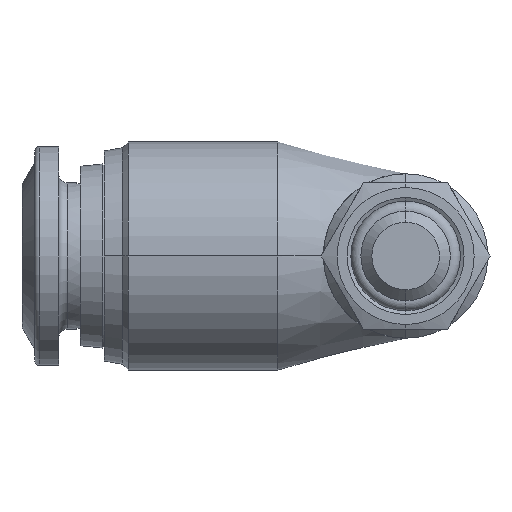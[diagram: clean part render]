
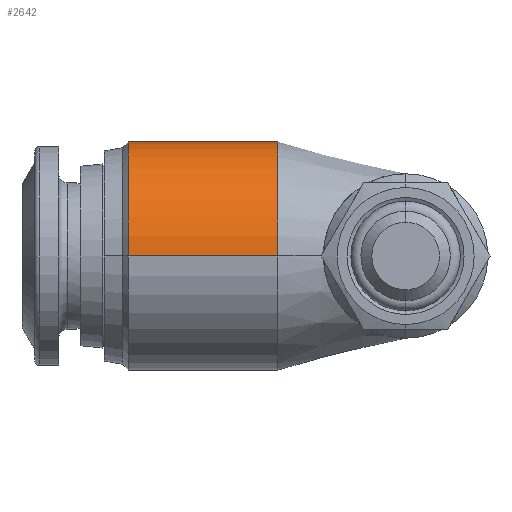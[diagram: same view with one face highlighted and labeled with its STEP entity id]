
A CAD part, front view. The second image highlights one B-rep face of the part: STEP entity #2642.
In plain terms, the highlighted cylindrical face has radius 6.25 mm (diameter 12.5 mm), a partial arc.
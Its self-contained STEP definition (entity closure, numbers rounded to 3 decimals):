
#176 = EDGE_LOOP ( 'NONE', ( #4283, #4284, #4285, #4286 ) ) ;
#210 = VERTEX_POINT ( 'NONE', #2278 ) ;
#230 = VERTEX_POINT ( 'NONE', #1494 ) ;
#231 = VERTEX_POINT ( 'NONE', #1493 ) ;
#421 = CIRCLE ( 'NONE', #2403, 6.25 ) ;
#533 = DIRECTION ( 'NONE',  ( 0., -1., 0. ) ) ;
#534 = CARTESIAN_POINT ( 'NONE',  ( -18., 15.55, 0. ) ) ;
#535 = DIRECTION ( 'NONE',  ( -1., 0., 0. ) ) ;
#574 = CARTESIAN_POINT ( 'NONE',  ( -15.176, 21.8, 0. ) ) ;
#779 = FACE_OUTER_BOUND ( 'NONE', #176, .T. ) ;
#781 = CYLINDRICAL_SURFACE ( 'NONE', #4224, 6.25 ) ;
#1010 = CARTESIAN_POINT ( 'NONE',  ( -7., 15.55, 0. ) ) ;
#1011 = DIRECTION ( 'NONE',  ( -1., 0., 0. ) ) ;
#1012 = DIRECTION ( 'NONE',  ( 0., -1., 0. ) ) ;
#1113 = DIRECTION ( 'NONE',  ( -1., 0., 0. ) ) ;
#1117 = CARTESIAN_POINT ( 'NONE',  ( -18., 21.8, 0. ) ) ;
#1121 = CARTESIAN_POINT ( 'NONE',  ( -18., 9.3, 0. ) ) ;
#1123 = DIRECTION ( 'NONE',  ( -1., 0., 0. ) ) ;
#1493 = CARTESIAN_POINT ( 'NONE',  ( -7., 21.8, 0. ) ) ;
#1494 = CARTESIAN_POINT ( 'NONE',  ( -7., 9.3, 0. ) ) ;
#2278 = CARTESIAN_POINT ( 'NONE',  ( -15.176, 9.3, 0. ) ) ;
#2403 = AXIS2_PLACEMENT_3D ( 'NONE', #4584, #4585, #4586 ) ;
#2431 = EDGE_CURVE ( 'NONE', #230, #231, #3395, .T. ) ;
#2452 = EDGE_CURVE ( 'NONE', #231, #3120, #3420, .T. ) ;
#2453 = EDGE_CURVE ( 'NONE', #230, #210, #3422, .T. ) ;
#2642 = ADVANCED_FACE ( 'NONE', ( #779 ), #781, .T. ) ;
#3120 = VERTEX_POINT ( 'NONE', #574 ) ;
#3395 = CIRCLE ( 'NONE', #3720, 6.25 ) ;
#3420 = LINE ( 'NONE', #1117, #3423 ) ;
#3422 = LINE ( 'NONE', #1121, #3425 ) ;
#3423 = VECTOR ( 'NONE', #1113, 1000. ) ;
#3425 = VECTOR ( 'NONE', #1123, 1000. ) ;
#3720 = AXIS2_PLACEMENT_3D ( 'NONE', #1010, #1011, #1012 ) ;
#4088 = EDGE_CURVE ( 'NONE', #3120, #210, #421, .T. ) ;
#4224 = AXIS2_PLACEMENT_3D ( 'NONE', #534, #535, #533 ) ;
#4283 = ORIENTED_EDGE ( 'NONE', *, *, #2431, .T. ) ;
#4284 = ORIENTED_EDGE ( 'NONE', *, *, #2452, .T. ) ;
#4285 = ORIENTED_EDGE ( 'NONE', *, *, #4088, .T. ) ;
#4286 = ORIENTED_EDGE ( 'NONE', *, *, #2453, .F. ) ;
#4584 = CARTESIAN_POINT ( 'NONE',  ( -15.176, 15.55, 0. ) ) ;
#4585 = DIRECTION ( 'NONE',  ( 1., 0., 0. ) ) ;
#4586 = DIRECTION ( 'NONE',  ( 0., 1., 0. ) ) ;
